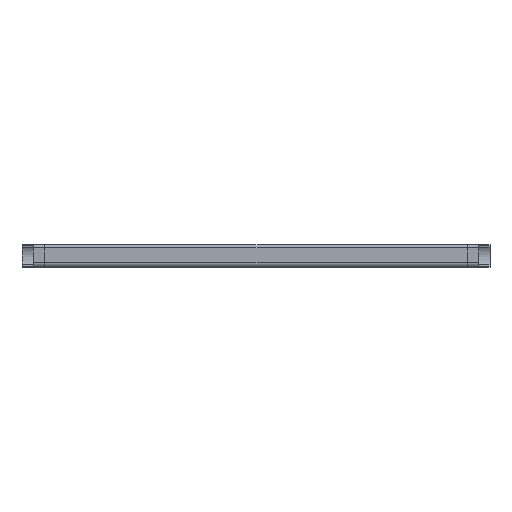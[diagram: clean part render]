
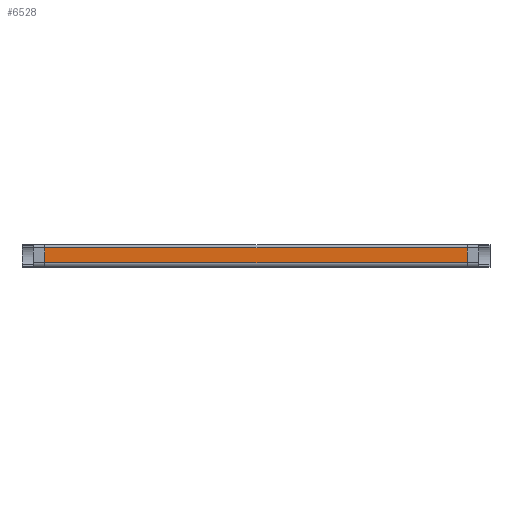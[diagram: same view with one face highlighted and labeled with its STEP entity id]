
A CAD part, left-side view. The second image highlights one B-rep face of the part: STEP entity #6528.
In plain terms, the highlighted planar face has unit normal (-1, 0, 0).
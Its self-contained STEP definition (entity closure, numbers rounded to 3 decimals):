
#693 = CARTESIAN_POINT ( 'NONE',  ( -114.5, 233., -2. ) ) ;
#1047 = PLANE ( 'NONE',  #5353 ) ;
#1170 = CARTESIAN_POINT ( 'NONE',  ( -114.5, -35., 0. ) ) ;
#1173 = EDGE_CURVE ( 'NONE', #4958, #4010, #6424, .T. ) ;
#1181 = VECTOR ( 'NONE', #3541, 1000. ) ;
#1240 = VECTOR ( 'NONE', #3648, 1000. ) ;
#1406 = ORIENTED_EDGE ( 'NONE', *, *, #6751, .T. ) ;
#1467 = EDGE_CURVE ( 'NONE', #5336, #4958, #4478, .T. ) ;
#1481 = VERTEX_POINT ( 'NONE', #4835 ) ;
#1506 = CARTESIAN_POINT ( 'NONE',  ( -114.5, 247.5, -11.5 ) ) ;
#1749 = LINE ( 'NONE', #1506, #1240 ) ;
#1805 = FACE_OUTER_BOUND ( 'NONE', #5379, .T. ) ;
#2431 = EDGE_CURVE ( 'NONE', #1481, #5336, #1749, .T. ) ;
#2636 = DIRECTION ( 'NONE',  ( 1., 0., 0. ) ) ;
#2976 = CARTESIAN_POINT ( 'NONE',  ( -114.5, -35., -2. ) ) ;
#3541 = DIRECTION ( 'NONE',  ( 0., 0., -1. ) ) ;
#3648 = DIRECTION ( 'NONE',  ( 0., -1., 0. ) ) ;
#3811 = ORIENTED_EDGE ( 'NONE', *, *, #1467, .T. ) ;
#3868 = CARTESIAN_POINT ( 'NONE',  ( -114.5, -35., -11.5 ) ) ;
#4010 = VERTEX_POINT ( 'NONE', #693 ) ;
#4032 = CARTESIAN_POINT ( 'NONE',  ( -114.5, -49.5, -2. ) ) ;
#4124 = VECTOR ( 'NONE', #6506, 1000. ) ;
#4293 = CARTESIAN_POINT ( 'NONE',  ( -114.5, 253.506, 0. ) ) ;
#4478 = LINE ( 'NONE', #1170, #4124 ) ;
#4506 = ORIENTED_EDGE ( 'NONE', *, *, #2431, .T. ) ;
#4835 = CARTESIAN_POINT ( 'NONE',  ( -114.5, 233., -11.5 ) ) ;
#4958 = VERTEX_POINT ( 'NONE', #2976 ) ;
#4991 = VECTOR ( 'NONE', #6202, 1000. ) ;
#5129 = CARTESIAN_POINT ( 'NONE',  ( -114.5, 233., 0. ) ) ;
#5336 = VERTEX_POINT ( 'NONE', #3868 ) ;
#5353 = AXIS2_PLACEMENT_3D ( 'NONE', #4293, #2636, #5861 ) ;
#5379 = EDGE_LOOP ( 'NONE', ( #3811, #5664, #1406, #4506 ) ) ;
#5664 = ORIENTED_EDGE ( 'NONE', *, *, #1173, .T. ) ;
#5861 = DIRECTION ( 'NONE',  ( 0., 0., -1. ) ) ;
#6202 = DIRECTION ( 'NONE',  ( 0., 1., 0. ) ) ;
#6424 = LINE ( 'NONE', #4032, #4991 ) ;
#6506 = DIRECTION ( 'NONE',  ( 0., 0., 1. ) ) ;
#6528 = ADVANCED_FACE ( 'NONE', ( #1805 ), #1047, .F. ) ;
#6751 = EDGE_CURVE ( 'NONE', #4010, #1481, #6766, .T. ) ;
#6766 = LINE ( 'NONE', #5129, #1181 ) ;
